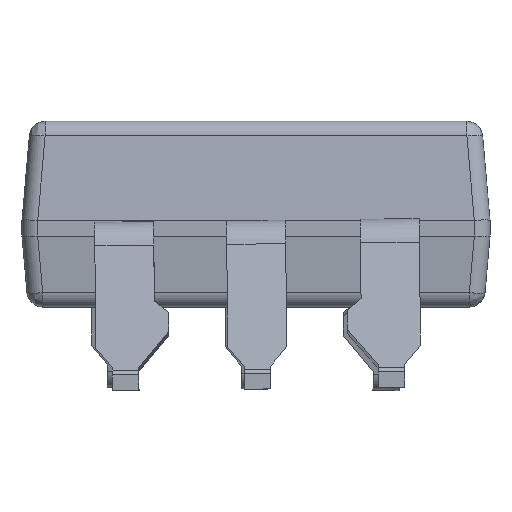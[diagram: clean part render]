
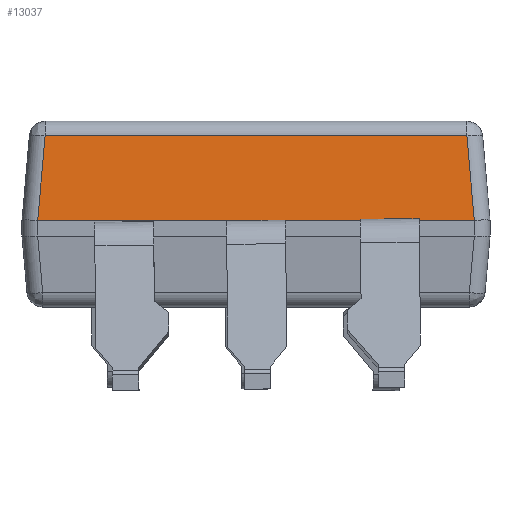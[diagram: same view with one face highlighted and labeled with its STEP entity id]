
A CAD part, front view. The second image highlights one B-rep face of the part: STEP entity #13037.
In plain terms, the highlighted planar face has unit normal (0, -0.996, 0.087).
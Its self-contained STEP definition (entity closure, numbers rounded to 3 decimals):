
#13 = CARTESIAN_POINT ( 'NONE',  ( 4.006, -2.959, 1.756 ) ) ;
#451 = VERTEX_POINT ( 'NONE', #16083 ) ;
#732 = VECTOR ( 'NONE', #15771, 1000. ) ;
#1321 = CARTESIAN_POINT ( 'NONE',  ( 4.145, -3.1, 0.15 ) ) ;
#1384 = VERTEX_POINT ( 'NONE', #2459 ) ;
#1601 = FACE_OUTER_BOUND ( 'NONE', #3741, .T. ) ;
#1887 = CARTESIAN_POINT ( 'NONE',  ( -4.445, -3.1, 0.15 ) ) ;
#2459 = CARTESIAN_POINT ( 'NONE',  ( -4.146, -3.1, 0.15 ) ) ;
#3519 = DIRECTION ( 'NONE',  ( 0., -0.087, -0.996 ) ) ;
#3568 = ORIENTED_EDGE ( 'NONE', *, *, #4961, .T. ) ;
#3741 = EDGE_LOOP ( 'NONE', ( #10407, #6426, #8853, #3568, #15617, #7846 ) ) ;
#4378 = DIRECTION ( 'NONE',  ( -1., 0., 0. ) ) ;
#4961 = EDGE_CURVE ( 'NONE', #19132, #18296, #17517, .T. ) ;
#5050 = PLANE ( 'NONE',  #14698 ) ;
#5702 = DIRECTION ( 'NONE',  ( -0.087, -0.087, -0.992 ) ) ;
#6375 = VECTOR ( 'NONE', #5702, 1000. ) ;
#6426 = ORIENTED_EDGE ( 'NONE', *, *, #16186, .T. ) ;
#6437 = CARTESIAN_POINT ( 'NONE',  ( -4.146, -3.1, 0.15 ) ) ;
#6756 = LINE ( 'NONE', #15438, #14775 ) ;
#6845 = CARTESIAN_POINT ( 'NONE',  ( -4.006, -2.959, 1.756 ) ) ;
#7181 = B_SPLINE_CURVE_WITH_KNOTS ( 'NONE', 3,
 ( #17653, #6437, #19250, #9656 ),
 .UNSPECIFIED., .F., .F.,
 ( 4, 4 ),
 ( 0., 1. ),
 .UNSPECIFIED. ) ;
#7470 = CARTESIAN_POINT ( 'NONE',  ( 4.145, -3.1, 0.15 ) ) ;
#7846 = ORIENTED_EDGE ( 'NONE', *, *, #11675, .T. ) ;
#8075 = VERTEX_POINT ( 'NONE', #8631 ) ;
#8631 = CARTESIAN_POINT ( 'NONE',  ( -4.006, -2.959, 1.756 ) ) ;
#8853 = ORIENTED_EDGE ( 'NONE', *, *, #9989, .F. ) ;
#9656 = CARTESIAN_POINT ( 'NONE',  ( -4.145, -3.1, 0.15 ) ) ;
#9989 = EDGE_CURVE ( 'NONE', #19132, #451, #13536, .T. ) ;
#10407 = ORIENTED_EDGE ( 'NONE', *, *, #18563, .T. ) ;
#10939 = CARTESIAN_POINT ( 'NONE',  ( 4.145, -3.1, 0.15 ) ) ;
#11675 = EDGE_CURVE ( 'NONE', #11875, #8075, #17746, .T. ) ;
#11875 = VERTEX_POINT ( 'NONE', #13 ) ;
#12546 = CARTESIAN_POINT ( 'NONE',  ( 4.146, -3.1, 0.15 ) ) ;
#13037 = ADVANCED_FACE ( 'NONE', ( #1601 ), #5050, .T. ) ;
#13091 = DIRECTION ( 'NONE',  ( 0., -0.996, 0.087 ) ) ;
#13468 = VECTOR ( 'NONE', #4378, 1000. ) ;
#13536 = LINE ( 'NONE', #14128, #732 ) ;
#14128 = CARTESIAN_POINT ( 'NONE',  ( 4.445, -3.1, 0.15 ) ) ;
#14698 = AXIS2_PLACEMENT_3D ( 'NONE', #1887, #13091, #3519 ) ;
#14775 = VECTOR ( 'NONE', #17037, 1000. ) ;
#15438 = CARTESIAN_POINT ( 'NONE',  ( 4.146, -3.1, 0.15 ) ) ;
#15617 = ORIENTED_EDGE ( 'NONE', *, *, #20019, .T. ) ;
#15771 = DIRECTION ( 'NONE',  ( -1., 0., 0. ) ) ;
#16083 = CARTESIAN_POINT ( 'NONE',  ( -4.145, -3.1, 0.15 ) ) ;
#16186 = EDGE_CURVE ( 'NONE', #1384, #451, #7181, .T. ) ;
#17037 = DIRECTION ( 'NONE',  ( -0.087, 0.087, 0.992 ) ) ;
#17517 = B_SPLINE_CURVE_WITH_KNOTS ( 'NONE', 3,
 ( #1321, #10939, #18925, #12546 ),
 .UNSPECIFIED., .F., .F.,
 ( 4, 4 ),
 ( 0., 1. ),
 .UNSPECIFIED. ) ;
#17653 = CARTESIAN_POINT ( 'NONE',  ( -4.146, -3.1, 0.15 ) ) ;
#17746 = LINE ( 'NONE', #18675, #13468 ) ;
#18296 = VERTEX_POINT ( 'NONE', #18964 ) ;
#18563 = EDGE_CURVE ( 'NONE', #8075, #1384, #19160, .T. ) ;
#18675 = CARTESIAN_POINT ( 'NONE',  ( -4.445, -2.959, 1.756 ) ) ;
#18925 = CARTESIAN_POINT ( 'NONE',  ( 4.146, -3.1, 0.15 ) ) ;
#18964 = CARTESIAN_POINT ( 'NONE',  ( 4.146, -3.1, 0.15 ) ) ;
#19132 = VERTEX_POINT ( 'NONE', #7470 ) ;
#19160 = LINE ( 'NONE', #6845, #6375 ) ;
#19250 = CARTESIAN_POINT ( 'NONE',  ( -4.145, -3.1, 0.15 ) ) ;
#20019 = EDGE_CURVE ( 'NONE', #18296, #11875, #6756, .T. ) ;
